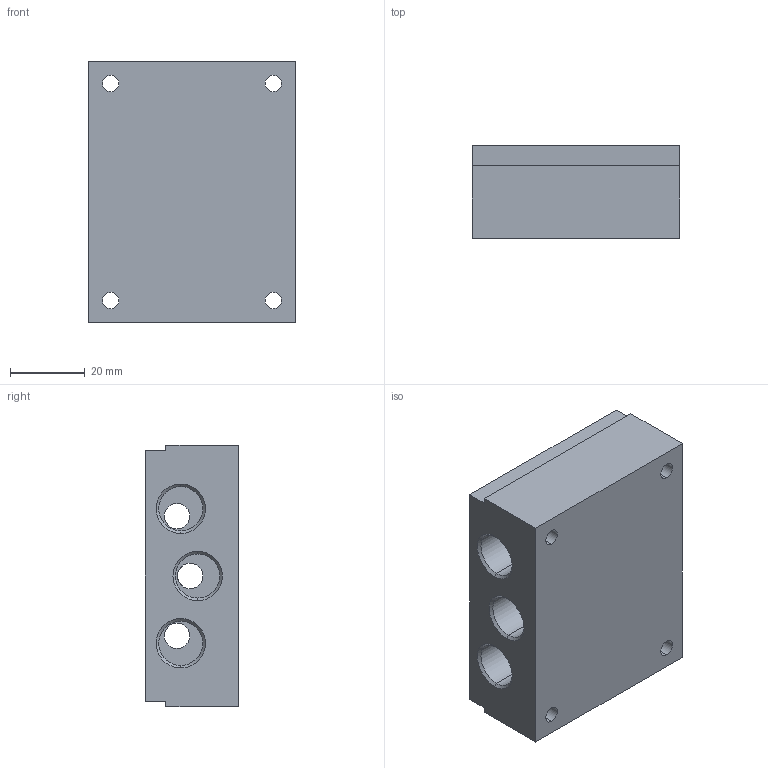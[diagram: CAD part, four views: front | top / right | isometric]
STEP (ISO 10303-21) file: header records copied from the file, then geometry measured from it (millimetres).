
FILE_DESCRIPTION (( 'STEP AP203' ), '1' );
FILE_NAME ('05.082.2.STEP', '2018-12-18T16:41:02', ( '' ), ( '' ), 'SwSTEP 2.0', 'SolidWorks 2016', '' );
FILE_SCHEMA (( 'CONFIG_CONTROL_DESIGN' ));
Length unit declared in the file: millimetre
Products named in the file (1): 05.082.2
Bounding box: 55.5 x 25 x 70 mm (x, y, z)
Volume: 82150.4 mm3; surface area: 20507.2 mm2
Topology: 1 solids, 1 shells, 120 faces, 286 edges, 184 vertices
Faces by surface type: cylinder 66, plane 34, cone 20
Entity records: 3967 total; most frequent: CARTESIAN_POINT 951, DIRECTION 656, ORIENTED_EDGE 572, EDGE_CURVE 286, AXIS2_PLACEMENT_3D 269, VERTEX_POINT 184, EDGE_LOOP 162, CIRCLE 148
